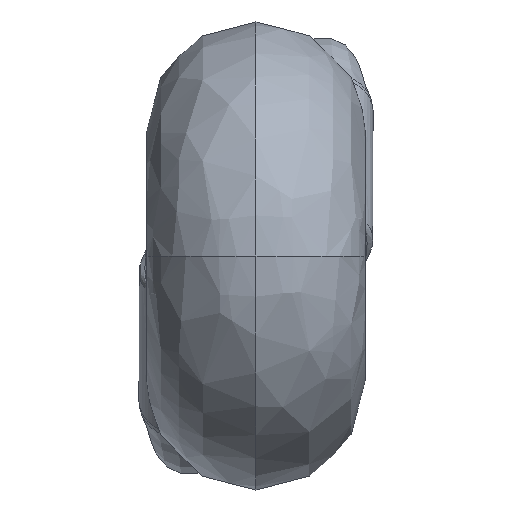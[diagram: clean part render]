
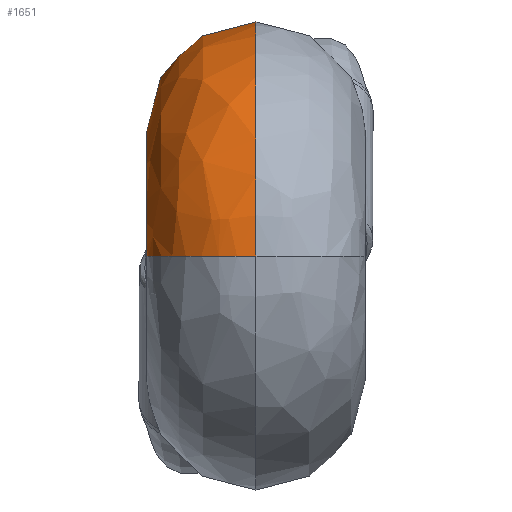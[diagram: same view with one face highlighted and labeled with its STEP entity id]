
A CAD part, left-side view. The second image highlights one B-rep face of the part: STEP entity #1651.
In plain terms, the highlighted free-form (B-spline) face has degree [3, 3] with [4, 4] control points.
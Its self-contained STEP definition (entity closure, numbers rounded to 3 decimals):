
#39 = EDGE_CURVE ( 'NONE', #1132, #3380, #1874, .T. ) ;
#260 = EDGE_CURVE ( 'NONE', #302, #1122, #2081, .T. ) ;
#302 = VERTEX_POINT ( 'NONE', #2832 ) ;
#426 =( BOUNDED_SURFACE ( )  B_SPLINE_SURFACE ( 3, 3, ( 
 ( #1566, #1058, #1608, #1617 ),
 ( #1628, #1637, #1647, #1671 ),
 ( #1786, #1808, #1828, #1841 ),
 ( #1853, #1865, #1879, #1891 ) ),
 .UNSPECIFIED., .F., .F., .F. ) 
 B_SPLINE_SURFACE_WITH_KNOTS ( ( 4, 4 ),
 ( 4, 4 ),
 ( 0., 1. ),
 ( 0., 1. ),
 .UNSPECIFIED. ) 
 GEOMETRIC_REPRESENTATION_ITEM ( )  RATIONAL_B_SPLINE_SURFACE ( (
 ( 1., 0.333, 0.333, 1.),
 ( 0.805, 0.268, 0.268, 0.805),
 ( 0.805, 0.268, 0.268, 0.805),
 ( 1., 0.333, 0.333, 1.) ) ) 
 REPRESENTATION_ITEM ( '' )  SURFACE ( )  );
#630 = ORIENTED_EDGE ( 'NONE', *, *, #1689, .T. ) ;
#647 = CARTESIAN_POINT ( 'NONE',  ( 7.5, 1.75, 0. ) ) ;
#722 = DIRECTION ( 'NONE',  ( -1., 0., 0. ) ) ;
#725 =( BOUNDED_CURVE ( )  B_SPLINE_CURVE ( 3, ( #3066, #2865, #3402, #1817 ),
 .UNSPECIFIED., .F., .F. ) 
 B_SPLINE_CURVE_WITH_KNOTS ( ( 4, 4 ),
 ( 0.047, 0.587 ),
 .UNSPECIFIED. ) 
 CURVE ( )  GEOMETRIC_REPRESENTATION_ITEM ( )  RATIONAL_B_SPLINE_CURVE ( ( 1., 0.333, 0.333, 1. ) ) 
 REPRESENTATION_ITEM ( '' )  );
#736 = CARTESIAN_POINT ( 'NONE',  ( -4., 5.25, 0. ) ) ;
#879 = ORIENTED_EDGE ( 'NONE', *, *, #3479, .T. ) ;
#1058 = CARTESIAN_POINT ( 'NONE',  ( -4., 5.25, 8. ) ) ;
#1122 = VERTEX_POINT ( 'NONE', #647 ) ;
#1132 = VERTEX_POINT ( 'NONE', #736 ) ;
#1179 = CIRCLE ( 'NONE', #3107, 7.5 ) ;
#1566 = CARTESIAN_POINT ( 'NONE',  ( -4., 5.25, 0. ) ) ;
#1608 = CARTESIAN_POINT ( 'NONE',  ( 4., 5.25, 8. ) ) ;
#1617 = CARTESIAN_POINT ( 'NONE',  ( 4., 5.25, 0. ) ) ;
#1628 = CARTESIAN_POINT ( 'NONE',  ( -6.05, 5.25, 0. ) ) ;
#1637 = CARTESIAN_POINT ( 'NONE',  ( -6.05, 5.25, 12.101 ) ) ;
#1647 = CARTESIAN_POINT ( 'NONE',  ( 6.05, 5.25, 12.101 ) ) ;
#1651 = ADVANCED_FACE ( 'NONE', ( #1889 ), #426, .T. ) ;
#1671 = CARTESIAN_POINT ( 'NONE',  ( 6.05, 5.25, 0. ) ) ;
#1689 = EDGE_CURVE ( 'NONE', #3380, #1122, #1179, .T. ) ;
#1786 = CARTESIAN_POINT ( 'NONE',  ( -7.5, 3.8, 0. ) ) ;
#1808 = CARTESIAN_POINT ( 'NONE',  ( -7.5, 3.8, 15. ) ) ;
#1817 = CARTESIAN_POINT ( 'NONE',  ( -4., 5.25, 0. ) ) ;
#1827 = ORIENTED_EDGE ( 'NONE', *, *, #39, .T. ) ;
#1828 = CARTESIAN_POINT ( 'NONE',  ( 7.5, 3.8, 15. ) ) ;
#1841 = CARTESIAN_POINT ( 'NONE',  ( 7.5, 3.8, 0. ) ) ;
#1853 = CARTESIAN_POINT ( 'NONE',  ( -7.5, 1.75, 0. ) ) ;
#1865 = CARTESIAN_POINT ( 'NONE',  ( -7.5, 1.75, 15. ) ) ;
#1874 = CIRCLE ( 'NONE', #3065, 3.5 ) ;
#1879 = CARTESIAN_POINT ( 'NONE',  ( 7.5, 1.75, 15. ) ) ;
#1889 = FACE_OUTER_BOUND ( 'NONE', #2535, .T. ) ;
#1891 = CARTESIAN_POINT ( 'NONE',  ( 7.5, 1.75, 0. ) ) ;
#2081 = CIRCLE ( 'NONE', #2176, 3.5 ) ;
#2165 = DIRECTION ( 'NONE',  ( 0., 0., 1. ) ) ;
#2176 = AXIS2_PLACEMENT_3D ( 'NONE', #3422, #3432, #2844 ) ;
#2206 = CARTESIAN_POINT ( 'NONE',  ( -4., 1.75, 0. ) ) ;
#2246 = CARTESIAN_POINT ( 'NONE',  ( -7.5, 1.75, 0. ) ) ;
#2410 = CARTESIAN_POINT ( 'NONE',  ( 0., 1.75, 0. ) ) ;
#2432 = DIRECTION ( 'NONE',  ( 0., 1., 0. ) ) ;
#2442 = DIRECTION ( 'NONE',  ( 1., 0., 0. ) ) ;
#2535 = EDGE_LOOP ( 'NONE', ( #879, #1827, #630, #2626 ) ) ;
#2626 = ORIENTED_EDGE ( 'NONE', *, *, #260, .F. ) ;
#2832 = CARTESIAN_POINT ( 'NONE',  ( 4., 5.25, 0. ) ) ;
#2844 = DIRECTION ( 'NONE',  ( 1., 0., 0. ) ) ;
#2865 = CARTESIAN_POINT ( 'NONE',  ( 4., 5.25, 8. ) ) ;
#3065 = AXIS2_PLACEMENT_3D ( 'NONE', #2206, #2165, #722 ) ;
#3066 = CARTESIAN_POINT ( 'NONE',  ( 4., 5.25, 0. ) ) ;
#3107 = AXIS2_PLACEMENT_3D ( 'NONE', #2410, #2432, #2442 ) ;
#3380 = VERTEX_POINT ( 'NONE', #2246 ) ;
#3402 = CARTESIAN_POINT ( 'NONE',  ( -4., 5.25, 8. ) ) ;
#3422 = CARTESIAN_POINT ( 'NONE',  ( 4., 1.75, 0. ) ) ;
#3432 = DIRECTION ( 'NONE',  ( 0., 0., -1. ) ) ;
#3479 = EDGE_CURVE ( 'NONE', #302, #1132, #725, .T. ) ;
